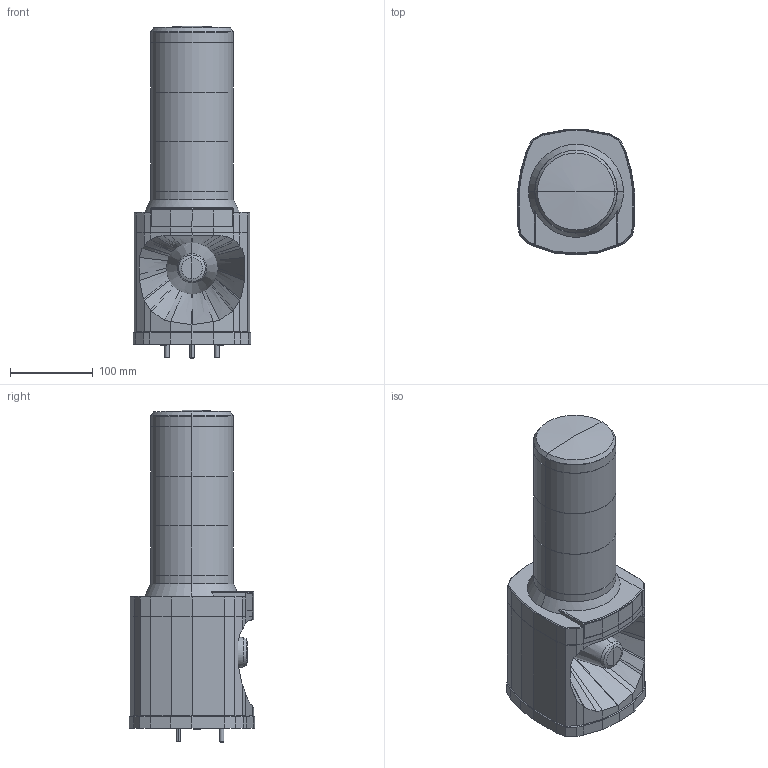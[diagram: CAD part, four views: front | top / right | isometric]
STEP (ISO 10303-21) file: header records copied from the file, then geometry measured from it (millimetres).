
FILE_DESCRIPTION (( 'STEP AP214' ), '1' );
FILE_NAME ('LKEH-302FEPUL-RYG.step', '2019-03-26T15:51:53', ( '' ), ( '' ), 'SwSTEP 2.0', 'SolidWorks 2018', '' );
FILE_SCHEMA (( 'AUTOMOTIVE_DESIGN' ));
Length unit declared in the file: inch
Products named in the file (1): LKEH-302FEPUL-RYG
Bounding box: 142 x 152 x 402.1 mm (x, y, z)
Volume: 4270683.2 mm3; surface area: 216235.5 mm2
Topology: 1 solids, 1 shells, 274 faces, 682 edges, 417 vertices
Faces by surface type: plane 184, bspline 42, cylinder 28, cone 20
Entity records: 8411 total; most frequent: CARTESIAN_POINT 2122, ORIENTED_EDGE 1348, DIRECTION 1183, EDGE_CURVE 674, LINE 547, VECTOR 547, VERTEX_POINT 417, AXIS2_PLACEMENT_3D 318
